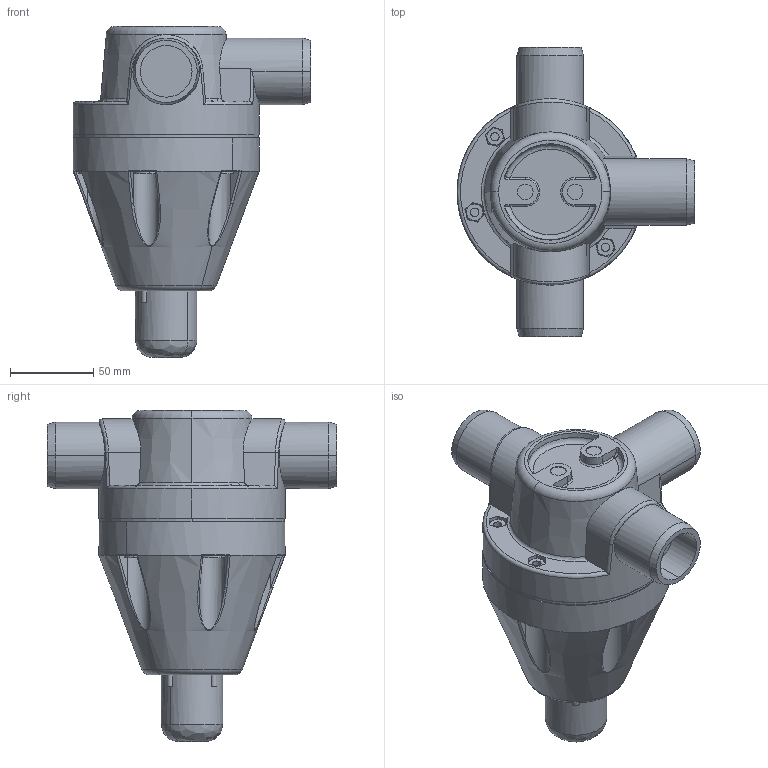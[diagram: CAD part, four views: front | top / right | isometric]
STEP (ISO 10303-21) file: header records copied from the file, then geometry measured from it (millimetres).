
FILE_DESCRIPTION((''),'2;1');
FILE_NAME('KU_PVC_32_17000124_ASM','2019-03-11T',('Kattner'),(''),'PRO/ENGINEER BY PARAMETRIC TECHNOLOGY CORPORATION, 2016360','PRO/ENGINEER BY PARAMETRIC TECHNOLOGY CORPORATION, 2016360','');
FILE_SCHEMA(('AUTOMOTIVE_DESIGN { 1 0 10303 214 1 1 1 1 }'));
Length unit declared in the file: millimetre
Products named in the file (1): KU_PVC_32_17000124_ASM
Bounding box: 143 x 174 x 199 mm (x, y, z)
Volume: 1194578.3 mm3; surface area: 89211.3 mm2
Topology: 1 solids, 1 shells, 238 faces, 652 edges, 440 vertices
Faces by surface type: plane 98, cylinder 74, torus 26, cone 24, bspline 16
Entity records: 11004 total; most frequent: CARTESIAN_POINT 4839, ORIENTED_EDGE 1304, DIRECTION 1108, EDGE_CURVE 652, AXIS2_PLACEMENT_3D 450, VERTEX_POINT 440, EDGE_LOOP 262, FACE_OUTER_BOUND 238
